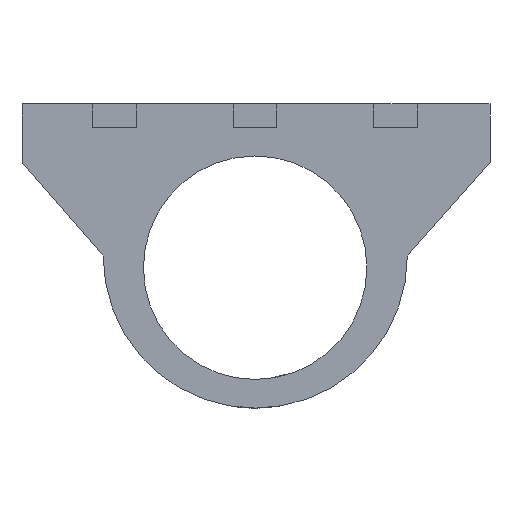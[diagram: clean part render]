
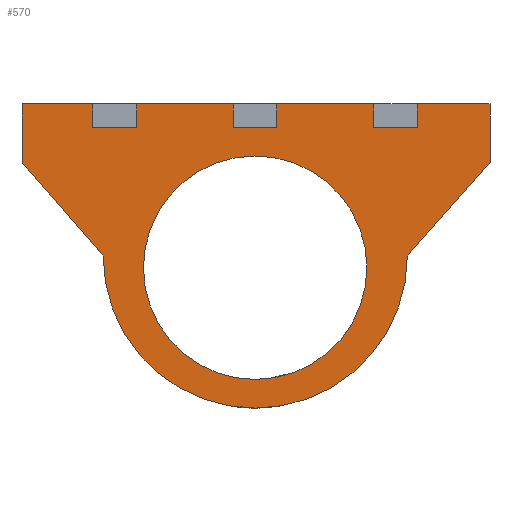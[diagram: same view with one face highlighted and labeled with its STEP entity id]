
A CAD part, front view. The second image highlights one B-rep face of the part: STEP entity #570.
In plain terms, the highlighted planar face has unit normal (0, -1, 0).
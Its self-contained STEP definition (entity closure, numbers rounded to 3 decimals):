
#17=FACE_BOUND('',#101,.T.);
#20=CIRCLE('',#610,13.);
#22=CIRCLE('',#614,9.55);
#23=CIRCLE('',#615,9.55);
#44=PLANE('',#617);
#71=FACE_OUTER_BOUND('',#100,.T.);
#100=EDGE_LOOP('',(#488,#489,#490,#491,#492,#493,#494,#495,#496,#497,#498,
#499,#500,#501,#502,#503,#504,#505));
#101=EDGE_LOOP('',(#506,#507));
#114=LINE('',#856,#183);
#116=LINE('',#862,#185);
#124=LINE('',#876,#193);
#134=LINE('',#897,#203);
#136=LINE('',#902,#205);
#138=LINE('',#905,#207);
#151=LINE('',#932,#220);
#153=LINE('',#937,#222);
#155=LINE('',#940,#224);
#158=LINE('',#948,#227);
#162=LINE('',#960,#231);
#165=LINE('',#974,#234);
#166=LINE('',#975,#235);
#167=LINE('',#977,#236);
#168=LINE('',#978,#237);
#169=LINE('',#979,#238);
#170=LINE('',#980,#239);
#183=VECTOR('',#637,10.);
#185=VECTOR('',#641,10.);
#193=VECTOR('',#655,10.);
#203=VECTOR('',#671,10.);
#205=VECTOR('',#675,10.);
#207=VECTOR('',#679,10.);
#220=VECTOR('',#700,10.);
#222=VECTOR('',#704,10.);
#224=VECTOR('',#708,10.);
#227=VECTOR('',#713,10.);
#231=VECTOR('',#725,10.);
#234=VECTOR('',#740,10.);
#235=VECTOR('',#741,10.);
#236=VECTOR('',#742,10.);
#237=VECTOR('',#743,10.);
#238=VECTOR('',#744,10.);
#239=VECTOR('',#745,10.);
#259=VERTEX_POINT('',#852);
#260=VERTEX_POINT('',#854);
#262=VERTEX_POINT('',#859);
#263=VERTEX_POINT('',#861);
#273=VERTEX_POINT('',#893);
#274=VERTEX_POINT('',#895);
#275=VERTEX_POINT('',#899);
#276=VERTEX_POINT('',#901);
#285=VERTEX_POINT('',#928);
#286=VERTEX_POINT('',#930);
#287=VERTEX_POINT('',#934);
#288=VERTEX_POINT('',#936);
#291=VERTEX_POINT('',#945);
#292=VERTEX_POINT('',#947);
#294=VERTEX_POINT('',#953);
#296=VERTEX_POINT('',#959);
#299=VERTEX_POINT('',#966);
#300=VERTEX_POINT('',#968);
#301=VERTEX_POINT('',#973);
#302=VERTEX_POINT('',#976);
#317=EDGE_CURVE('',#259,#260,#114,.T.);
#319=EDGE_CURVE('',#263,#262,#116,.T.);
#327=EDGE_CURVE('',#260,#263,#124,.T.);
#337=EDGE_CURVE('',#273,#274,#134,.T.);
#339=EDGE_CURVE('',#276,#275,#136,.T.);
#341=EDGE_CURVE('',#274,#276,#138,.T.);
#354=EDGE_CURVE('',#285,#286,#151,.T.);
#356=EDGE_CURVE('',#288,#287,#153,.T.);
#358=EDGE_CURVE('',#286,#288,#155,.T.);
#361=EDGE_CURVE('',#292,#291,#158,.T.);
#364=EDGE_CURVE('',#294,#292,#20,.T.);
#367=EDGE_CURVE('',#296,#294,#162,.T.);
#371=EDGE_CURVE('',#300,#299,#22,.T.);
#372=EDGE_CURVE('',#299,#300,#23,.T.);
#374=EDGE_CURVE('',#301,#262,#165,.T.);
#375=EDGE_CURVE('',#296,#301,#166,.T.);
#376=EDGE_CURVE('',#302,#291,#167,.T.);
#377=EDGE_CURVE('',#273,#302,#168,.T.);
#378=EDGE_CURVE('',#285,#275,#169,.T.);
#379=EDGE_CURVE('',#259,#287,#170,.T.);
#488=ORIENTED_EDGE('',*,*,#319,.T.);
#489=ORIENTED_EDGE('',*,*,#374,.F.);
#490=ORIENTED_EDGE('',*,*,#375,.F.);
#491=ORIENTED_EDGE('',*,*,#367,.T.);
#492=ORIENTED_EDGE('',*,*,#364,.T.);
#493=ORIENTED_EDGE('',*,*,#361,.T.);
#494=ORIENTED_EDGE('',*,*,#376,.F.);
#495=ORIENTED_EDGE('',*,*,#377,.F.);
#496=ORIENTED_EDGE('',*,*,#337,.T.);
#497=ORIENTED_EDGE('',*,*,#341,.T.);
#498=ORIENTED_EDGE('',*,*,#339,.T.);
#499=ORIENTED_EDGE('',*,*,#378,.F.);
#500=ORIENTED_EDGE('',*,*,#354,.T.);
#501=ORIENTED_EDGE('',*,*,#358,.T.);
#502=ORIENTED_EDGE('',*,*,#356,.T.);
#503=ORIENTED_EDGE('',*,*,#379,.F.);
#504=ORIENTED_EDGE('',*,*,#317,.T.);
#505=ORIENTED_EDGE('',*,*,#327,.T.);
#506=ORIENTED_EDGE('',*,*,#371,.T.);
#507=ORIENTED_EDGE('',*,*,#372,.T.);
#570=ADVANCED_FACE('',(#71,#17),#44,.F.);
#610=AXIS2_PLACEMENT_3D('',#954,#719,#720);
#614=AXIS2_PLACEMENT_3D('',#969,#732,#733);
#615=AXIS2_PLACEMENT_3D('',#970,#734,#735);
#617=AXIS2_PLACEMENT_3D('',#972,#738,#739);
#637=DIRECTION('',(0.,0.,-1.));
#641=DIRECTION('',(0.,0.,1.));
#655=DIRECTION('',(-1.,0.,0.));
#671=DIRECTION('',(0.,0.,-1.));
#675=DIRECTION('',(0.,0.,1.));
#679=DIRECTION('',(-1.,0.,0.));
#700=DIRECTION('',(0.,0.,-1.));
#704=DIRECTION('',(0.,0.,1.));
#708=DIRECTION('',(-1.,0.,0.));
#713=DIRECTION('',(0.662,0.,0.75));
#719=DIRECTION('center_axis',(0.,-1.,0.));
#720=DIRECTION('ref_axis',(-1.,0.,0.));
#725=DIRECTION('',(0.655,0.,-0.756));
#732=DIRECTION('center_axis',(0.,1.,0.));
#733=DIRECTION('ref_axis',(1.,0.,0.));
#734=DIRECTION('center_axis',(0.,1.,0.));
#735=DIRECTION('ref_axis',(1.,0.,0.));
#738=DIRECTION('center_axis',(0.,1.,0.));
#739=DIRECTION('ref_axis',(1.,0.,0.));
#740=DIRECTION('',(1.,0.,0.));
#741=DIRECTION('',(0.,0.,1.));
#742=DIRECTION('',(0.,0.,-1.));
#743=DIRECTION('',(1.,0.,0.));
#744=DIRECTION('',(1.,0.,0.));
#745=DIRECTION('',(1.,0.,0.));
#852=CARTESIAN_POINT('',(8.8,0.,0.));
#854=CARTESIAN_POINT('',(8.8,0.,-2.));
#856=CARTESIAN_POINT('',(8.8,0.,-1.25));
#859=CARTESIAN_POINT('',(7.05,0.,0.));
#861=CARTESIAN_POINT('',(7.05,0.,-2.));
#862=CARTESIAN_POINT('',(7.05,0.,-1.25));
#876=CARTESIAN_POINT('',(19.964,0.,-2.));
#893=CARTESIAN_POINT('',(32.814,0.,0.));
#895=CARTESIAN_POINT('',(32.814,0.,-2.));
#897=CARTESIAN_POINT('',(32.814,0.,-1.25));
#899=CARTESIAN_POINT('',(31.087,0.,0.));
#901=CARTESIAN_POINT('',(31.087,0.,-2.));
#902=CARTESIAN_POINT('',(31.087,0.,-1.25));
#905=CARTESIAN_POINT('',(19.964,0.,-2.));
#928=CARTESIAN_POINT('',(20.8,0.,0.));
#930=CARTESIAN_POINT('',(20.8,0.,-2.));
#932=CARTESIAN_POINT('',(20.8,0.,-1.25));
#934=CARTESIAN_POINT('',(19.031,0.,0.));
#936=CARTESIAN_POINT('',(19.031,0.,-2.));
#937=CARTESIAN_POINT('',(19.031,0.,-1.25));
#940=CARTESIAN_POINT('',(19.964,0.,-2.));
#945=CARTESIAN_POINT('',(40.,0.,-5.));
#947=CARTESIAN_POINT('',(32.936,0.,-13.));
#948=CARTESIAN_POINT('',(32.936,0.,-13.));
#953=CARTESIAN_POINT('',(6.936,0.,-13.));
#954=CARTESIAN_POINT('Origin',(19.936,0.,-13.));
#959=CARTESIAN_POINT('',(0.,0.,-5.));
#960=CARTESIAN_POINT('',(6.936,0.,-13.));
#966=CARTESIAN_POINT('',(10.378,0.,-14.));
#968=CARTESIAN_POINT('',(23.122,0.,-5.));
#969=CARTESIAN_POINT('Origin',(19.928,0.,-14.));
#970=CARTESIAN_POINT('Origin',(19.928,0.,-14.));
#972=CARTESIAN_POINT('Origin',(20.,0.,-2.5));
#973=CARTESIAN_POINT('',(0.,0.,0.));
#974=CARTESIAN_POINT('',(0.,0.,0.));
#975=CARTESIAN_POINT('',(0.,0.,-5.));
#976=CARTESIAN_POINT('',(40.,0.,0.));
#977=CARTESIAN_POINT('',(40.,0.,0.));
#978=CARTESIAN_POINT('',(0.,0.,0.));
#979=CARTESIAN_POINT('',(0.,0.,0.));
#980=CARTESIAN_POINT('',(0.,0.,0.));
